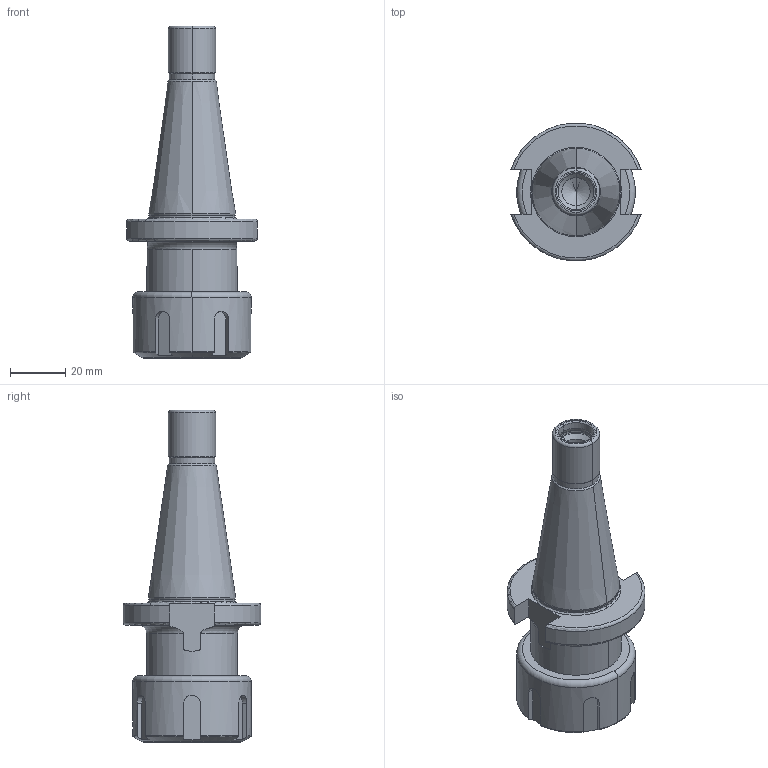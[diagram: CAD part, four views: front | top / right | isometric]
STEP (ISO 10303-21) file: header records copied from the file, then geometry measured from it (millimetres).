
FILE_DESCRIPTION((''),'2;1');
FILE_NAME('301_01_16','2020-11-30T',('103090'),(''),'CREO PARAMETRIC BY PTC INC, 2016260','CREO PARAMETRIC BY PTC INC, 2016260','');
FILE_SCHEMA(('CONFIG_CONTROL_DESIGN'));
Length unit declared in the file: millimetre
Products named in the file (1): 301_01_16
Bounding box: 47.34 x 49.83 x 120.4 mm (x, y, z)
Volume: 69815.1 mm3; surface area: 21977.8 mm2
Topology: 1 solids, 1 shells, 163 faces, 397 edges, 243 vertices
Faces by surface type: plane 45, cylinder 44, torus 44, cone 30
Entity records: 5175 total; most frequent: CARTESIAN_POINT 1294, DIRECTION 849, ORIENTED_EDGE 790, EDGE_CURVE 395, AXIS2_PLACEMENT_3D 356, VERTEX_POINT 243, CIRCLE 190, EDGE_LOOP 172
